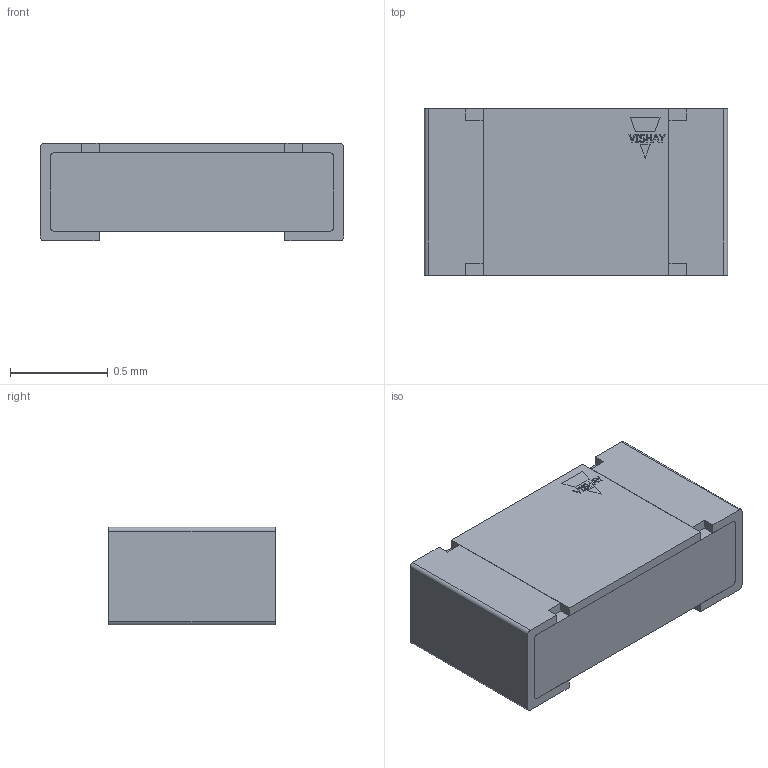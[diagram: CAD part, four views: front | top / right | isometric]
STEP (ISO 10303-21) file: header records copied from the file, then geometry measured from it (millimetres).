
FILE_DESCRIPTION(/* description */ (''),/* implementation_level */ '2;1');
FILE_NAME(/* name */ 'CRCW0603.stp',/* time_stamp */ '2020-06-24T06:41:57+02:00',/* author */ ('k'),/* organization */ (''),/* preprocessor_version */ 'ST-DEVELOPER v15.6',/* originating_system */ 'Autodesk Inventor 2015',/* authorisation */ '');
FILE_SCHEMA (('AUTOMOTIVE_DESIGN { 1 0 10303 214 3 1 1 }'));
Length unit declared in the file: millimetre
Products named in the file (6): 1; 2; 3; Vishay logo - Copy; Vishay logo
Bounding box: 1.55 x 0.85 x 0.5 mm (x, y, z)
Volume: 0.6 mm3; surface area: 9.9 mm2
Topology: 12 solids, 12 shells, 144 faces, 360 edges, 240 vertices
Faces by surface type: plane 116, bspline 16, cylinder 12
Entity records: 4477 total; most frequent: CARTESIAN_POINT 963, ORIENTED_EDGE 720, DIRECTION 630, EDGE_CURVE 360, LINE 304, VECTOR 304, VERTEX_POINT 240, AXIS2_PLACEMENT_3D 163
